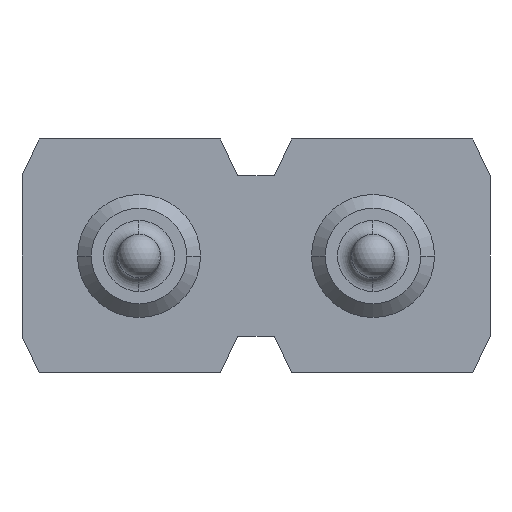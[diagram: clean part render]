
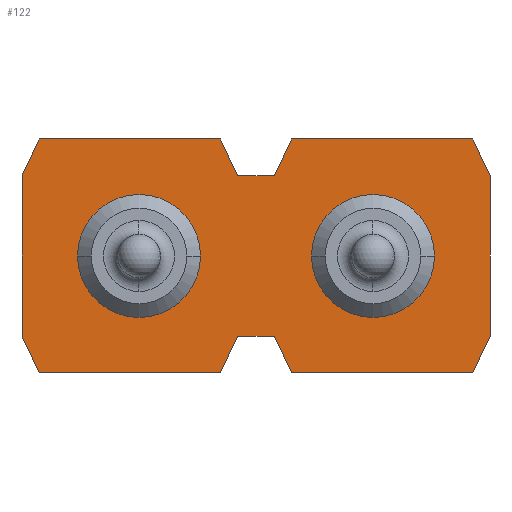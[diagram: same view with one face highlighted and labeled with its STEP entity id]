
A CAD part, front view. The second image highlights one B-rep face of the part: STEP entity #122.
In plain terms, the highlighted planar face has unit normal (0, -1, 0).
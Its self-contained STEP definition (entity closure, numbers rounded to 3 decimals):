
#122=ADVANCED_FACE('',(#222,#223,#224),#225,.F.);
#222=FACE_OUTER_BOUND('',#324,.T.);
#223=FACE_BOUND('',#325,.T.);
#224=FACE_BOUND('',#326,.T.);
#225=PLANE('',#327);
#324=EDGE_LOOP('',(#697,#698,#699,#700,#701,#702,#703,#704,#705,#706,#707,#708,#709,#710,#711,#712));
#325=EDGE_LOOP('',(#713,#714));
#326=EDGE_LOOP('',(#715,#716));
#327=AXIS2_PLACEMENT_3D('',#717,#718,#719);
#697=ORIENTED_EDGE('',*,*,#842,.T.);
#698=ORIENTED_EDGE('',*,*,#843,.T.);
#699=ORIENTED_EDGE('',*,*,#832,.T.);
#700=ORIENTED_EDGE('',*,*,#835,.T.);
#701=ORIENTED_EDGE('',*,*,#837,.T.);
#702=ORIENTED_EDGE('',*,*,#839,.T.);
#703=ORIENTED_EDGE('',*,*,#840,.T.);
#704=ORIENTED_EDGE('',*,*,#799,.F.);
#705=ORIENTED_EDGE('',*,*,#823,.T.);
#706=ORIENTED_EDGE('',*,*,#802,.T.);
#707=ORIENTED_EDGE('',*,*,#806,.T.);
#708=ORIENTED_EDGE('',*,*,#809,.T.);
#709=ORIENTED_EDGE('',*,*,#812,.T.);
#710=ORIENTED_EDGE('',*,*,#815,.T.);
#711=ORIENTED_EDGE('',*,*,#818,.T.);
#712=ORIENTED_EDGE('',*,*,#820,.T.);
#713=ORIENTED_EDGE('',*,*,#774,.T.);
#714=ORIENTED_EDGE('',*,*,#773,.T.);
#715=ORIENTED_EDGE('',*,*,#785,.T.);
#716=ORIENTED_EDGE('',*,*,#746,.T.);
#717=CARTESIAN_POINT('',(-1.37,0.0,0.0));
#718=DIRECTION('',(0.0,1.0,0.));
#719=DIRECTION('',(0.0,0.,-1.0));
#746=EDGE_CURVE('',#890,#892,#894,.T.);
#773=EDGE_CURVE('',#941,#943,#945,.T.);
#774=EDGE_CURVE('',#943,#941,#946,.T.);
#785=EDGE_CURVE('',#892,#890,#959,.T.);
#799=EDGE_CURVE('',#977,#972,#979,.T.);
#802=EDGE_CURVE('',#985,#983,#986,.T.);
#806=EDGE_CURVE('',#983,#990,#992,.T.);
#809=EDGE_CURVE('',#990,#995,#997,.T.);
#812=EDGE_CURVE('',#995,#1000,#1002,.T.);
#815=EDGE_CURVE('',#1000,#1005,#1007,.T.);
#818=EDGE_CURVE('',#1005,#1010,#1012,.T.);
#820=EDGE_CURVE('',#1010,#1013,#1016,.T.);
#823=EDGE_CURVE('',#977,#985,#1019,.T.);
#832=EDGE_CURVE('',#1035,#1033,#1036,.T.);
#835=EDGE_CURVE('',#1033,#1038,#1040,.T.);
#837=EDGE_CURVE('',#1038,#1041,#1043,.T.);
#839=EDGE_CURVE('',#1041,#1044,#1046,.T.);
#840=EDGE_CURVE('',#1044,#972,#1047,.T.);
#842=EDGE_CURVE('',#1013,#1048,#1050,.T.);
#843=EDGE_CURVE('',#1048,#1035,#1051,.T.);
#890=VERTEX_POINT('',#1104);
#892=VERTEX_POINT('',#1107);
#894=CIRCLE('',#1110,0.667);
#941=VERTEX_POINT('',#1163);
#943=VERTEX_POINT('',#1166);
#945=CIRCLE('',#1169,0.667);
#946=CIRCLE('',#1170,0.667);
#959=CIRCLE('',#1183,0.667);
#972=VERTEX_POINT('',#1196);
#977=VERTEX_POINT('',#1203);
#979=LINE('',#1206,#1207);
#983=VERTEX_POINT('',#1212);
#985=VERTEX_POINT('',#1215);
#986=LINE('',#1216,#1217);
#990=VERTEX_POINT('',#1223);
#992=LINE('',#1226,#1227);
#995=VERTEX_POINT('',#1231);
#997=LINE('',#1234,#1235);
#1000=VERTEX_POINT('',#1239);
#1002=LINE('',#1242,#1243);
#1005=VERTEX_POINT('',#1247);
#1007=LINE('',#1250,#1251);
#1010=VERTEX_POINT('',#1255);
#1012=LINE('',#1258,#1259);
#1013=VERTEX_POINT('',#1260);
#1016=LINE('',#1264,#1265);
#1019=LINE('',#1270,#1271);
#1033=VERTEX_POINT('',#1292);
#1035=VERTEX_POINT('',#1295);
#1036=LINE('',#1296,#1297);
#1038=VERTEX_POINT('',#1300);
#1040=LINE('',#1303,#1304);
#1041=VERTEX_POINT('',#1305);
#1043=LINE('',#1308,#1309);
#1044=VERTEX_POINT('',#1310);
#1046=LINE('',#1313,#1314);
#1047=LINE('',#1315,#1316);
#1048=VERTEX_POINT('',#1317);
#1050=LINE('',#1320,#1321);
#1051=LINE('',#1322,#1323);
#1104=CARTESIAN_POINT('',(-0.603,0.,0.));
#1107=CARTESIAN_POINT('',(-1.938,0.,0.));
#1110=AXIS2_PLACEMENT_3D('',#1386,#1387,#1388);
#1163=CARTESIAN_POINT('',(1.938,0.,0.));
#1166=CARTESIAN_POINT('',(0.603,0.,0.));
#1169=AXIS2_PLACEMENT_3D('',#1451,#1452,#1453);
#1170=AXIS2_PLACEMENT_3D('',#1454,#1455,#1456);
#1183=AXIS2_PLACEMENT_3D('',#1487,#1488,#1489);
#1196=CARTESIAN_POINT('',(-0.2,0.,-0.87));
#1203=CARTESIAN_POINT('',(0.2,0.,-0.87));
#1206=CARTESIAN_POINT('',(0.2,0.,-0.87));
#1207=VECTOR('',#1523,1.0);
#1212=CARTESIAN_POINT('',(2.353,0.,-1.27));
#1215=CARTESIAN_POINT('',(0.387,0.,-1.27));
#1216=CARTESIAN_POINT('',(0.387,0.,-1.27));
#1217=VECTOR('',#1526,1.0);
#1223=CARTESIAN_POINT('',(2.54,0.,-0.87));
#1226=CARTESIAN_POINT('',(2.353,0.,-1.27));
#1227=VECTOR('',#1530,1.0);
#1231=CARTESIAN_POINT('',(2.54,0.,0.87));
#1234=CARTESIAN_POINT('',(2.54,0.,-0.87));
#1235=VECTOR('',#1533,1.0);
#1239=CARTESIAN_POINT('',(2.353,0.,1.27));
#1242=CARTESIAN_POINT('',(2.54,0.,0.87));
#1243=VECTOR('',#1536,1.0);
#1247=CARTESIAN_POINT('',(0.387,0.,1.27));
#1250=CARTESIAN_POINT('',(2.353,0.,1.27));
#1251=VECTOR('',#1539,1.0);
#1255=CARTESIAN_POINT('',(0.2,0.,0.87));
#1258=CARTESIAN_POINT('',(0.387,0.,1.27));
#1259=VECTOR('',#1542,1.0);
#1260=CARTESIAN_POINT('',(-0.2,0.,0.87));
#1264=CARTESIAN_POINT('',(0.2,0.,0.87));
#1265=VECTOR('',#1544,1.0);
#1270=CARTESIAN_POINT('',(0.2,0.,-0.87));
#1271=VECTOR('',#1547,1.0);
#1292=CARTESIAN_POINT('',(-2.54,0.,0.87));
#1295=CARTESIAN_POINT('',(-2.353,0.,1.27));
#1296=CARTESIAN_POINT('',(-2.353,0.,1.27));
#1297=VECTOR('',#1556,1.0);
#1300=CARTESIAN_POINT('',(-2.54,0.,-0.87));
#1303=CARTESIAN_POINT('',(-2.54,0.,0.87));
#1304=VECTOR('',#1559,1.0);
#1305=CARTESIAN_POINT('',(-2.353,0.,-1.27));
#1308=CARTESIAN_POINT('',(-2.54,0.,-0.87));
#1309=VECTOR('',#1561,1.0);
#1310=CARTESIAN_POINT('',(-0.387,0.,-1.27));
#1313=CARTESIAN_POINT('',(-2.353,0.,-1.27));
#1314=VECTOR('',#1563,1.0);
#1315=CARTESIAN_POINT('',(-0.387,0.,-1.27));
#1316=VECTOR('',#1564,1.0);
#1317=CARTESIAN_POINT('',(-0.387,0.,1.27));
#1320=CARTESIAN_POINT('',(-0.2,0.,0.87));
#1321=VECTOR('',#1566,1.0);
#1322=CARTESIAN_POINT('',(-0.387,0.,1.27));
#1323=VECTOR('',#1567,1.0);
#1386=CARTESIAN_POINT('',(-1.27,0.0,0.0));
#1387=DIRECTION('',(-0.0,1.0,0.));
#1388=DIRECTION('',(1.0,0.0,0.0));
#1451=CARTESIAN_POINT('',(1.27,0.0,0.0));
#1452=DIRECTION('',(-0.0,1.0,0.));
#1453=DIRECTION('',(1.0,0.0,0.0));
#1454=CARTESIAN_POINT('',(1.27,0.0,0.0));
#1455=DIRECTION('',(-0.0,1.0,0.));
#1456=DIRECTION('',(1.0,0.0,0.0));
#1487=CARTESIAN_POINT('',(-1.27,0.0,0.0));
#1488=DIRECTION('',(-0.0,1.0,0.));
#1489=DIRECTION('',(1.0,0.0,0.0));
#1523=DIRECTION('',(-1.0,0.,0.));
#1526=DIRECTION('',(1.0,0.0,0.0));
#1530=DIRECTION('',(0.423,0.,0.906));
#1533=DIRECTION('',(0.0,0.,1.0));
#1536=DIRECTION('',(-0.423,0.,0.906));
#1539=DIRECTION('',(-1.0,0.0,0.0));
#1542=DIRECTION('',(-0.423,0.,-0.906));
#1544=DIRECTION('',(-1.0,0.0,0.0));
#1547=DIRECTION('',(0.423,0.,-0.906));
#1556=DIRECTION('',(-0.423,0.,-0.906));
#1559=DIRECTION('',(0.0,0.,-1.0));
#1561=DIRECTION('',(0.423,0.,-0.906));
#1563=DIRECTION('',(1.0,0.0,0.0));
#1564=DIRECTION('',(0.423,0.,0.906));
#1566=DIRECTION('',(-0.423,0.,0.906));
#1567=DIRECTION('',(-1.0,0.0,0.0));
